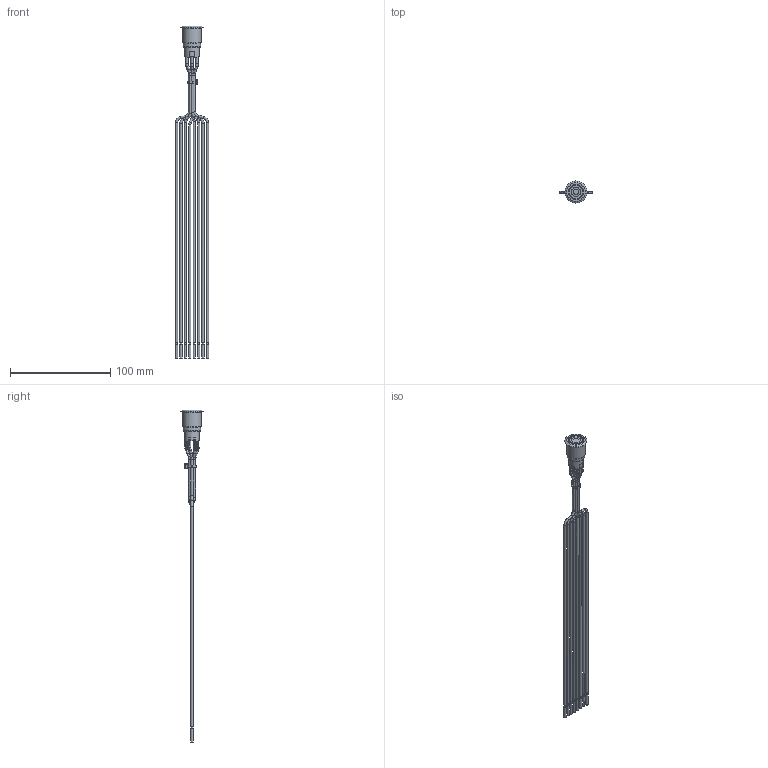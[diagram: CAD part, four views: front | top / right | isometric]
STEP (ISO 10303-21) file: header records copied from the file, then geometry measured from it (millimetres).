
FILE_DESCRIPTION(/* description */ (''),/* implementation_level */ '2;1');
FILE_NAME(/* name */ 'PV4FWH0xx-3xx.stp',/* time_stamp */ '2026-01-15T10:58:23-06:00',/* author */ ('mroman'),/* organization */ (''),/* preprocessor_version */ 'ST-DEVELOPER v18.1',/* originating_system */ 'Autodesk Inventor 2022',/* authorisation */ '');
FILE_SCHEMA (('AUTOMOTIVE_DESIGN { 1 0 10303 214 3 1 1 }'));
Length unit declared in the file: inch
Products named in the file (1): PV4FWH0xx-3xx
Bounding box: 33 x 22 x 330.5 mm (x, y, z)
Volume: 14626.3 mm3; surface area: 21554.8 mm2
Topology: 2 solids, 3 shells, 474 faces, 1245 edges, 811 vertices
Faces by surface type: plane 248, cylinder 132, torus 44, bspline 31, cone 11, sphere 8
Full cylindrical faces by diameter (mm): 1.5 x8, 2.2 x38, 2.4 x8, 5.2 x1, 7 x1, 7.3 x1, 8.1 x1, 9 x1, 9.2 x1, 12.8 x1, 13.6 x2, 14.9 x1, 15 x1, 15.8 x1, 17.5 x2, 18.9 x1, 22 x1
Entity records: 15370 total; most frequent: CARTESIAN_POINT 3456, DIRECTION 2507, ORIENTED_EDGE 2490, EDGE_CURVE 1245, AXIS2_PLACEMENT_3D 939, VERTEX_POINT 811, LINE 629, VECTOR 629
